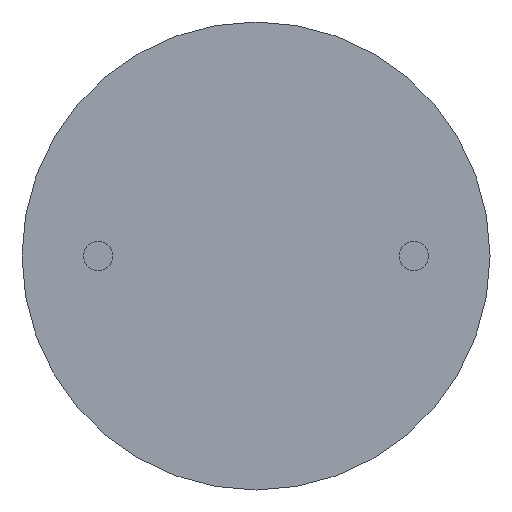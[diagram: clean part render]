
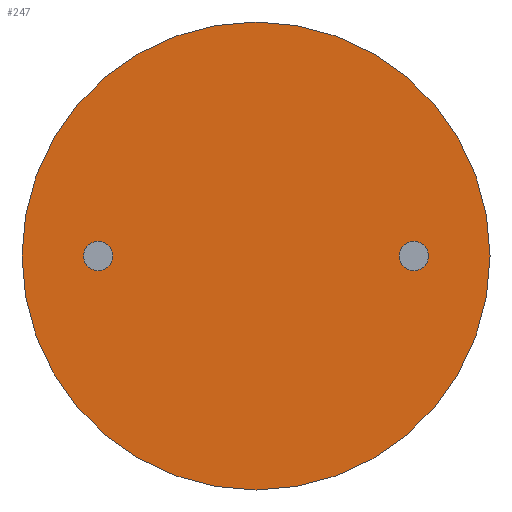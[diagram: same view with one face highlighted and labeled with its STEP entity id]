
A CAD part, front view. The second image highlights one B-rep face of the part: STEP entity #247.
In plain terms, the highlighted planar face has unit normal (0, -1, 0).
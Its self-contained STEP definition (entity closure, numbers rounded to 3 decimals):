
#14 = AXIS2_PLACEMENT_3D ( 'NONE', #28, #29, #26 ) ;
#22 = AXIS2_PLACEMENT_3D ( 'NONE', #70, #71, #72 ) ;
#26 = DIRECTION ( 'NONE',  ( 0., 0., 1. ) ) ;
#27 = PLANE ( 'NONE',  #14 ) ;
#28 = CARTESIAN_POINT ( 'NONE',  ( 0., 0., 0. ) ) ;
#29 = DIRECTION ( 'NONE',  ( 0., 1., 0. ) ) ;
#42 = CARTESIAN_POINT ( 'NONE',  ( 7.365, 0., 0. ) ) ;
#43 = DIRECTION ( 'NONE',  ( 0., -1., 0. ) ) ;
#44 = DIRECTION ( 'NONE',  ( 0., 0., 1. ) ) ;
#64 = CARTESIAN_POINT ( 'NONE',  ( 0., 0., 0. ) ) ;
#65 = DIRECTION ( 'NONE',  ( 0., 1., 0. ) ) ;
#66 = DIRECTION ( 'NONE',  ( 0., 0., -1. ) ) ;
#70 = CARTESIAN_POINT ( 'NONE',  ( 7.365, 0., 0. ) ) ;
#71 = DIRECTION ( 'NONE',  ( 0., -1., 0. ) ) ;
#72 = DIRECTION ( 'NONE',  ( 0., 0., 1. ) ) ;
#88 = DIRECTION ( 'NONE',  ( 0., 0., 1. ) ) ;
#90 = DIRECTION ( 'NONE',  ( 0., -1., 0. ) ) ;
#98 = CARTESIAN_POINT ( 'NONE',  ( -7.365, 0., 0. ) ) ;
#108 = CARTESIAN_POINT ( 'NONE',  ( 0., 0., 0. ) ) ;
#109 = DIRECTION ( 'NONE',  ( 0., 1., 0. ) ) ;
#111 = DIRECTION ( 'NONE',  ( 0., 0., -1. ) ) ;
#160 = FACE_BOUND ( 'NONE', #574, .T. ) ;
#181 = FACE_BOUND ( 'NONE', #630, .T. ) ;
#188 = FACE_OUTER_BOUND ( 'NONE', #618, .T. ) ;
#200 = CIRCLE ( 'NONE', #204, 0.685 ) ;
#204 = AXIS2_PLACEMENT_3D ( 'NONE', #42, #43, #44 ) ;
#247 = ADVANCED_FACE ( 'NONE', ( #181, #188, #160 ), #27, .F. ) ;
#255 = EDGE_CURVE ( 'NONE', #559, #624, #372, .T. ) ;
#257 = EDGE_CURVE ( 'NONE', #520, #532, #373, .T. ) ;
#268 = EDGE_CURVE ( 'NONE', #568, #599, #200, .T. ) ;
#276 = EDGE_CURVE ( 'NONE', #624, #559, #784, .T. ) ;
#278 = EDGE_CURVE ( 'NONE', #599, #568, #350, .T. ) ;
#291 = EDGE_CURVE ( 'NONE', #532, #520, #637, .T. ) ;
#350 = CIRCLE ( 'NONE', #22, 0.685 ) ;
#355 = AXIS2_PLACEMENT_3D ( 'NONE', #493, #499, #494 ) ;
#371 = AXIS2_PLACEMENT_3D ( 'NONE', #108, #109, #111 ) ;
#372 = CIRCLE ( 'NONE', #371, 10.92 ) ;
#373 = CIRCLE ( 'NONE', #645, 0.685 ) ;
#403 = CARTESIAN_POINT ( 'NONE',  ( 0., 0., -10.92 ) ) ;
#413 = CARTESIAN_POINT ( 'NONE',  ( 7.365, 0., 0.685 ) ) ;
#418 = CARTESIAN_POINT ( 'NONE',  ( 7.365, 0., -0.685 ) ) ;
#419 = CARTESIAN_POINT ( 'NONE',  ( 0., 0., 10.92 ) ) ;
#425 = CARTESIAN_POINT ( 'NONE',  ( -7.365, 0., 0.685 ) ) ;
#430 = CARTESIAN_POINT ( 'NONE',  ( -7.365, 0., -0.685 ) ) ;
#493 = CARTESIAN_POINT ( 'NONE',  ( -7.365, 0., 0. ) ) ;
#494 = DIRECTION ( 'NONE',  ( 0., 0., 1. ) ) ;
#499 = DIRECTION ( 'NONE',  ( 0., -1., 0. ) ) ;
#508 = ORIENTED_EDGE ( 'NONE', *, *, #257, .F. ) ;
#520 = VERTEX_POINT ( 'NONE', #430 ) ;
#522 = ORIENTED_EDGE ( 'NONE', *, *, #268, .F. ) ;
#532 = VERTEX_POINT ( 'NONE', #425 ) ;
#559 = VERTEX_POINT ( 'NONE', #419 ) ;
#568 = VERTEX_POINT ( 'NONE', #418 ) ;
#574 = EDGE_LOOP ( 'NONE', ( #629, #508 ) ) ;
#577 = ORIENTED_EDGE ( 'NONE', *, *, #255, .F. ) ;
#599 = VERTEX_POINT ( 'NONE', #413 ) ;
#618 = EDGE_LOOP ( 'NONE', ( #633, #577 ) ) ;
#621 = ORIENTED_EDGE ( 'NONE', *, *, #278, .F. ) ;
#624 = VERTEX_POINT ( 'NONE', #403 ) ;
#629 = ORIENTED_EDGE ( 'NONE', *, *, #291, .F. ) ;
#630 = EDGE_LOOP ( 'NONE', ( #621, #522 ) ) ;
#633 = ORIENTED_EDGE ( 'NONE', *, *, #276, .F. ) ;
#637 = CIRCLE ( 'NONE', #355, 0.685 ) ;
#645 = AXIS2_PLACEMENT_3D ( 'NONE', #98, #90, #88 ) ;
#666 = AXIS2_PLACEMENT_3D ( 'NONE', #64, #65, #66 ) ;
#784 = CIRCLE ( 'NONE', #666, 10.92 ) ;
